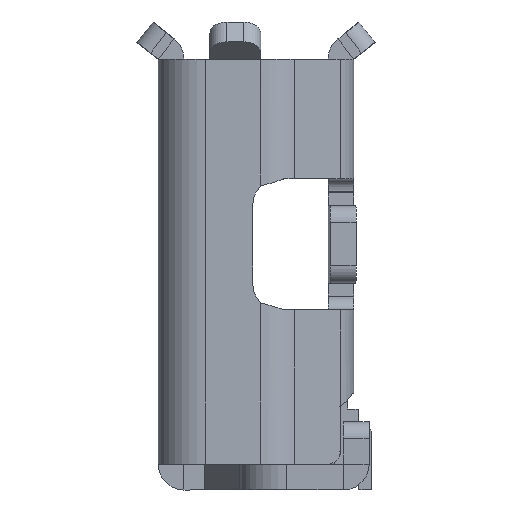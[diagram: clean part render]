
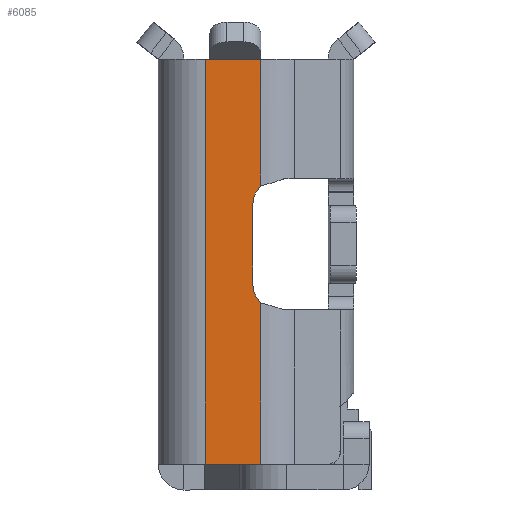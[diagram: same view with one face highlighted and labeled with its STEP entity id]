
A CAD part, left-side view. The second image highlights one B-rep face of the part: STEP entity #6085.
In plain terms, the highlighted planar face has unit normal (-1, 0, 0).
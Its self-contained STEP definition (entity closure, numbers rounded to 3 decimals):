
#83 = EDGE_CURVE ( 'NONE', #12104, #3734, #14265, .T. ) ;
#230 = ORIENTED_EDGE ( 'NONE', *, *, #4035, .T. ) ;
#418 = CARTESIAN_POINT ( 'NONE',  ( -3.75, 11.513, -1.88 ) ) ;
#754 = CARTESIAN_POINT ( 'NONE',  ( -3.75, 1.287, -1.88 ) ) ;
#941 = CARTESIAN_POINT ( 'NONE',  ( -3.75, 1.88, 2.151 ) ) ;
#1085 = EDGE_CURVE ( 'NONE', #1985, #1302, #15535, .T. ) ;
#1302 = VERTEX_POINT ( 'NONE', #13080 ) ;
#1964 = DIRECTION ( 'NONE',  ( 0., 1., 0. ) ) ;
#1985 = VERTEX_POINT ( 'NONE', #12575 ) ;
#2483 = LINE ( 'NONE', #5937, #15088 ) ;
#2624 = VECTOR ( 'NONE', #15628, 1000. ) ;
#2867 = CARTESIAN_POINT ( 'NONE',  ( -3.75, 3.501, -2.55 ) ) ;
#2881 = DIRECTION ( 'NONE',  ( -1., 0., 0. ) ) ;
#3006 = LINE ( 'NONE', #3408, #2624 ) ;
#3189 = EDGE_CURVE ( 'NONE', #10221, #3734, #2483, .T. ) ;
#3408 = CARTESIAN_POINT ( 'NONE',  ( -3.75, 1.38, 0.46 ) ) ;
#3734 = VERTEX_POINT ( 'NONE', #15385 ) ;
#3961 = DIRECTION ( 'NONE',  ( -1., 0., 0. ) ) ;
#4035 = EDGE_CURVE ( 'NONE', #15685, #12576, #14099, .T. ) ;
#4059 = DIRECTION ( 'NONE',  ( 0., 0., 1. ) ) ;
#4401 = AXIS2_PLACEMENT_3D ( 'NONE', #418, #2881, #4059 ) ;
#4421 = CARTESIAN_POINT ( 'NONE',  ( -3.75, 1.93, 2.15 ) ) ;
#4649 = EDGE_CURVE ( 'NONE', #12104, #6377, #12350, .T. ) ;
#4761 = EDGE_CURVE ( 'NONE', #12523, #15685, #6425, .T. ) ;
#4912 = VECTOR ( 'NONE', #1964, 1000. ) ;
#5231 = FACE_OUTER_BOUND ( 'NONE', #5283, .T. ) ;
#5265 = VECTOR ( 'NONE', #14298, 1000. ) ;
#5283 = EDGE_LOOP ( 'NONE', ( #6793, #13922, #6575, #12035, #230, #15323, #14251, #9860, #8315, #13783 ) ) ;
#5346 = EDGE_CURVE ( 'NONE', #10221, #12523, #15017, .T. ) ;
#5420 = CARTESIAN_POINT ( 'NONE',  ( -3.75, 1.88, 2.15 ) ) ;
#5738 = CARTESIAN_POINT ( 'NONE',  ( -3.75, 1.287, -1.88 ) ) ;
#5763 = CARTESIAN_POINT ( 'NONE',  ( -3.75, 1.88, 2.151 ) ) ;
#5937 = CARTESIAN_POINT ( 'NONE',  ( -3.75, 1.88, 2.151 ) ) ;
#6085 = ADVANCED_FACE ( 'NONE', ( #5231 ), #10111, .T. ) ;
#6377 = VERTEX_POINT ( 'NONE', #10749 ) ;
#6425 = LINE ( 'NONE', #15303, #4912 ) ;
#6575 = ORIENTED_EDGE ( 'NONE', *, *, #5346, .T. ) ;
#6613 = CARTESIAN_POINT ( 'NONE',  ( -3.75, 1.08, -0.46 ) ) ;
#6775 = EDGE_CURVE ( 'NONE', #12576, #1985, #9189, .T. ) ;
#6793 = ORIENTED_EDGE ( 'NONE', *, *, #83, .T. ) ;
#7863 = AXIS2_PLACEMENT_3D ( 'NONE', #6613, #3961, #13726 ) ;
#8009 = DIRECTION ( 'NONE',  ( 0., 0., 1. ) ) ;
#8315 = ORIENTED_EDGE ( 'NONE', *, *, #12122, .F. ) ;
#8323 = CARTESIAN_POINT ( 'NONE',  ( -3.75, 1.287, 0.677 ) ) ;
#8416 = AXIS2_PLACEMENT_3D ( 'NONE', #9997, #11446, #11232 ) ;
#9025 = CARTESIAN_POINT ( 'NONE',  ( -3.75, 1.93, -1.88 ) ) ;
#9189 = LINE ( 'NONE', #2867, #15515 ) ;
#9487 = VECTOR ( 'NONE', #11514, 1000. ) ;
#9860 = ORIENTED_EDGE ( 'NONE', *, *, #14915, .F. ) ;
#9997 = CARTESIAN_POINT ( 'NONE',  ( -3.75, 1.08, 0.46 ) ) ;
#10111 = PLANE ( 'NONE',  #4401 ) ;
#10221 = VERTEX_POINT ( 'NONE', #5763 ) ;
#10749 = CARTESIAN_POINT ( 'NONE',  ( -3.75, 1.38, 0.46 ) ) ;
#11232 = DIRECTION ( 'NONE',  ( 0., 0., -1. ) ) ;
#11346 = VECTOR ( 'NONE', #12907, 1000. ) ;
#11438 = DIRECTION ( 'NONE',  ( 0., -1., 0. ) ) ;
#11446 = DIRECTION ( 'NONE',  ( -1., 0., 0. ) ) ;
#11514 = DIRECTION ( 'NONE',  ( 0., 0., -1. ) ) ;
#12035 = ORIENTED_EDGE ( 'NONE', *, *, #4761, .T. ) ;
#12104 = VERTEX_POINT ( 'NONE', #8323 ) ;
#12122 = EDGE_CURVE ( 'NONE', #6377, #15030, #3006, .T. ) ;
#12350 = CIRCLE ( 'NONE', #8416, 0.3 ) ;
#12523 = VERTEX_POINT ( 'NONE', #5420 ) ;
#12575 = CARTESIAN_POINT ( 'NONE',  ( -3.75, 1.287, -2.55 ) ) ;
#12576 = VERTEX_POINT ( 'NONE', #15250 ) ;
#12907 = DIRECTION ( 'NONE',  ( 0., 0., 1. ) ) ;
#13080 = CARTESIAN_POINT ( 'NONE',  ( -3.75, 1.287, -0.677 ) ) ;
#13726 = DIRECTION ( 'NONE',  ( 0., 0., -1. ) ) ;
#13783 = ORIENTED_EDGE ( 'NONE', *, *, #4649, .F. ) ;
#13922 = ORIENTED_EDGE ( 'NONE', *, *, #3189, .F. ) ;
#14099 = LINE ( 'NONE', #9025, #9487 ) ;
#14251 = ORIENTED_EDGE ( 'NONE', *, *, #1085, .T. ) ;
#14265 = LINE ( 'NONE', #5738, #11346 ) ;
#14298 = DIRECTION ( 'NONE',  ( 0., 0., -1. ) ) ;
#14399 = DIRECTION ( 'NONE',  ( 0., -1., 0. ) ) ;
#14915 = EDGE_CURVE ( 'NONE', #15030, #1302, #14939, .T. ) ;
#14939 = CIRCLE ( 'NONE', #7863, 0.3 ) ;
#15017 = LINE ( 'NONE', #941, #5265 ) ;
#15030 = VERTEX_POINT ( 'NONE', #15371 ) ;
#15088 = VECTOR ( 'NONE', #14399, 1000. ) ;
#15250 = CARTESIAN_POINT ( 'NONE',  ( -3.75, 1.93, -2.55 ) ) ;
#15303 = CARTESIAN_POINT ( 'NONE',  ( -3.75, 9.637, 2.15 ) ) ;
#15323 = ORIENTED_EDGE ( 'NONE', *, *, #6775, .T. ) ;
#15362 = VECTOR ( 'NONE', #8009, 1000. ) ;
#15371 = CARTESIAN_POINT ( 'NONE',  ( -3.75, 1.38, -0.46 ) ) ;
#15385 = CARTESIAN_POINT ( 'NONE',  ( -3.75, 1.287, 2.151 ) ) ;
#15515 = VECTOR ( 'NONE', #11438, 1000. ) ;
#15535 = LINE ( 'NONE', #754, #15362 ) ;
#15628 = DIRECTION ( 'NONE',  ( 0., 0., -1. ) ) ;
#15685 = VERTEX_POINT ( 'NONE', #4421 ) ;
